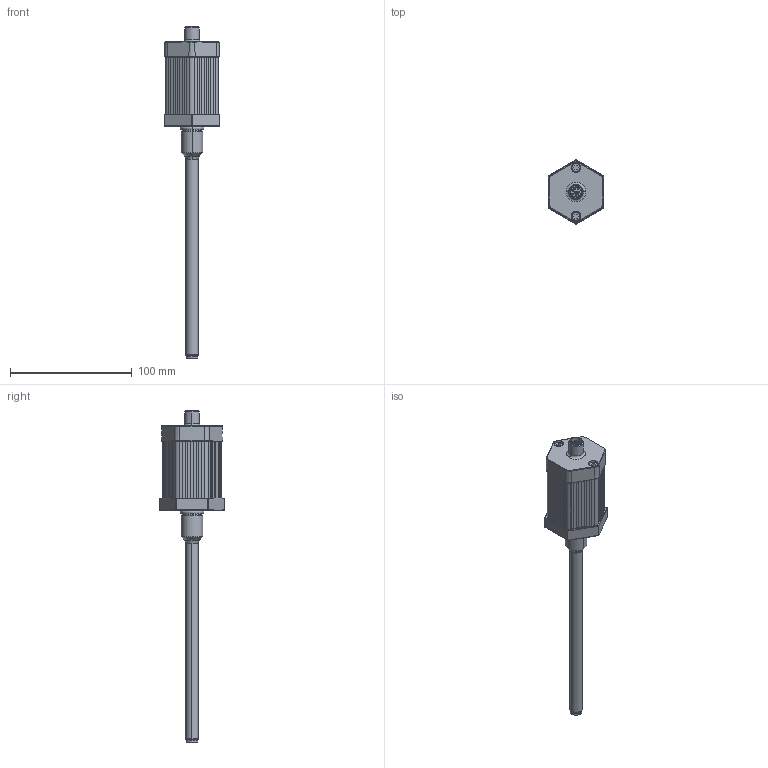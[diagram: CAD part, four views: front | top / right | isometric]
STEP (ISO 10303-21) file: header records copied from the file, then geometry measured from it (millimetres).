
FILE_DESCRIPTION (( 'STEP AP214' ), '1' );
FILE_NAME ('TH1-0100-102-___-102.STEP', '2014-07-04T06:06:00', ( 'dummy' ), ( 'Microsoft' ), 'SwSTEP 2.0', 'SolidWorks 2013', '' );
FILE_SCHEMA (( 'AUTOMOTIVE_DESIGN' ));
Length unit declared in the file: millimetre
Products named in the file (1): TH1-0100-102-___-102
Bounding box: 46 x 52.96 x 273 mm (x, y, z)
Surface area: 24620.5 mm2 (no closed solid volume)
Topology: 0 solids, 56 shells, 498 faces, 2728 edges, 2257 vertices
Faces by surface type: plane 286, cylinder 106, torus 58, bspline 22, cone 20, sphere 6
Entity records: 37386 total; most frequent: CARTESIAN_POINT 12830, ORIENTED_EDGE 3420, DIRECTION 3267, EDGE_CURVE 2725, VERTEX_POINT 2256, LINE 1547, VECTOR 1547, AXIS2_PLACEMENT_3D 860
